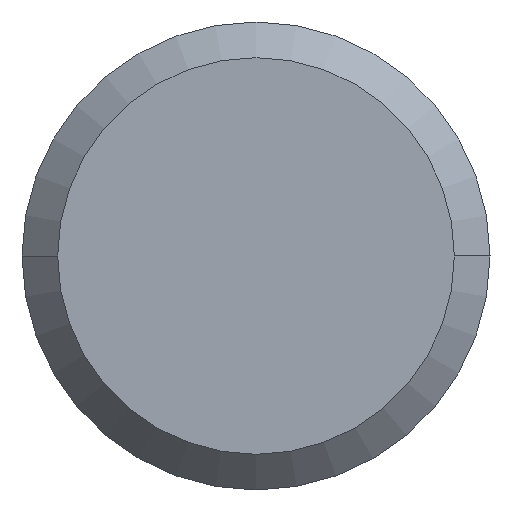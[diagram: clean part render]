
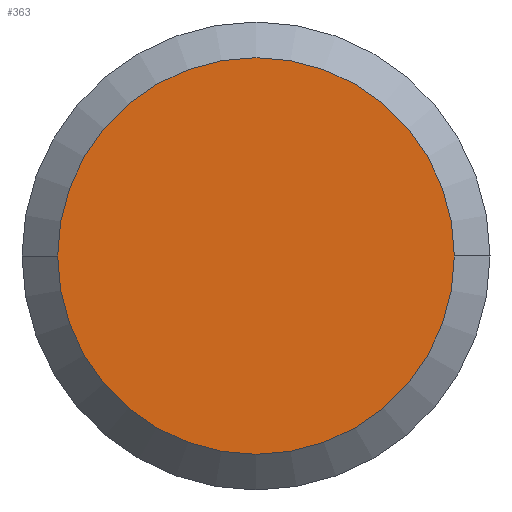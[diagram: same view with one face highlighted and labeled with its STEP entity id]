
A CAD part, left-side view. The second image highlights one B-rep face of the part: STEP entity #363.
In plain terms, the highlighted planar face has unit normal (-1, 0, 0).
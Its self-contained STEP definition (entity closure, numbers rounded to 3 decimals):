
#52 = DIRECTION ( 'NONE',  ( 0., 1., 0. ) ) ;
#56 = ORIENTED_EDGE ( 'NONE', *, *, #247, .F. ) ;
#143 = CARTESIAN_POINT ( 'NONE',  ( 0., 0., 0. ) ) ;
#174 = CARTESIAN_POINT ( 'NONE',  ( 0., 4.238, 0. ) ) ;
#182 = DIRECTION ( 'NONE',  ( 0., -1., 0. ) ) ;
#183 = CARTESIAN_POINT ( 'NONE',  ( 0., 0., 0. ) ) ;
#195 = VERTEX_POINT ( 'NONE', #174 ) ;
#209 = ORIENTED_EDGE ( 'NONE', *, *, #270, .F. ) ;
#226 = AXIS2_PLACEMENT_3D ( 'NONE', #402, #275, #52 ) ;
#227 = CIRCLE ( 'NONE', #226, 4.238 ) ;
#245 = VERTEX_POINT ( 'NONE', #330 ) ;
#247 = EDGE_CURVE ( 'NONE', #195, #245, #227, .T. ) ;
#249 = PLANE ( 'NONE',  #360 ) ;
#270 = EDGE_CURVE ( 'NONE', #245, #195, #310, .T. ) ;
#275 = DIRECTION ( 'NONE',  ( 1., 0., 0. ) ) ;
#278 = FACE_OUTER_BOUND ( 'NONE', #280, .T. ) ;
#280 = EDGE_LOOP ( 'NONE', ( #56, #209 ) ) ;
#281 = DIRECTION ( 'NONE',  ( -1., 0., 0. ) ) ;
#295 = AXIS2_PLACEMENT_3D ( 'NONE', #143, #366, #399 ) ;
#310 = CIRCLE ( 'NONE', #295, 4.238 ) ;
#330 = CARTESIAN_POINT ( 'NONE',  ( 0., -4.238, 0. ) ) ;
#360 = AXIS2_PLACEMENT_3D ( 'NONE', #183, #281, #182 ) ;
#363 = ADVANCED_FACE ( 'NONE', ( #278 ), #249, .T. ) ;
#366 = DIRECTION ( 'NONE',  ( 1., 0., 0. ) ) ;
#399 = DIRECTION ( 'NONE',  ( 0., 1., 0. ) ) ;
#402 = CARTESIAN_POINT ( 'NONE',  ( 0., 0., 0. ) ) ;
